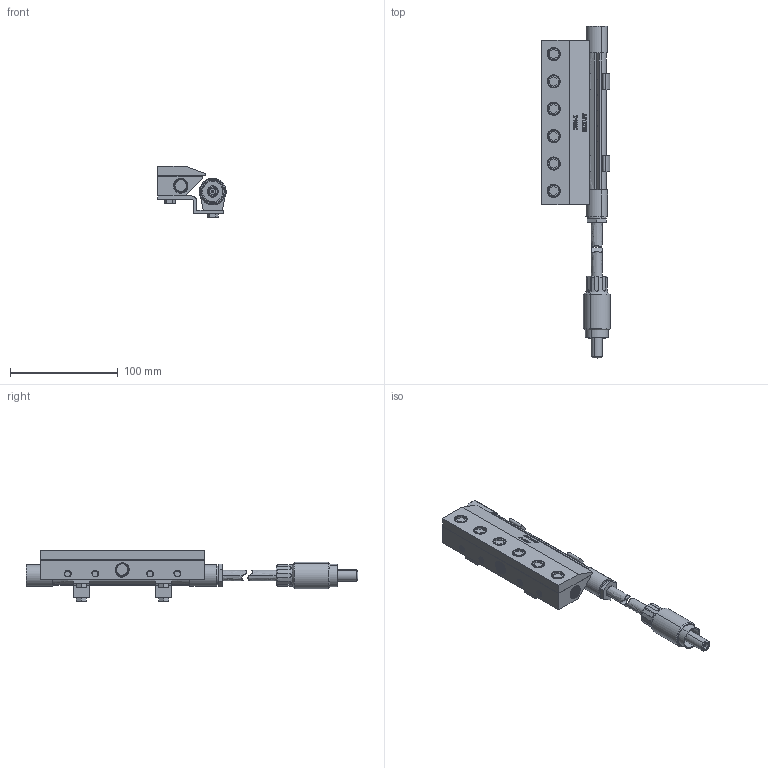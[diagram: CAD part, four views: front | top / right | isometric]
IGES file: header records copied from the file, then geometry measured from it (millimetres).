
Start section: START RECORD GO HERE.
Global section: file name: 15006-X.igs; native system: DASSAULT SYSTEMES CATIA V5 R21 - www.3ds.com; preprocessor: CATIA Version 5 Release 21 ; author: Chirag Shah; organization: INTRITECH; date: 20210108.165749; units: millimetre
Bounding box: 63.49 x 308 x 47.79 mm (x, y, z)
Surface area: 74025.7 mm2 (no closed solid volume)
Topology: 0 solids, 0 shells, 2089 faces, 11139 edges, 11147 vertices
Faces by surface type: bspline 2089
